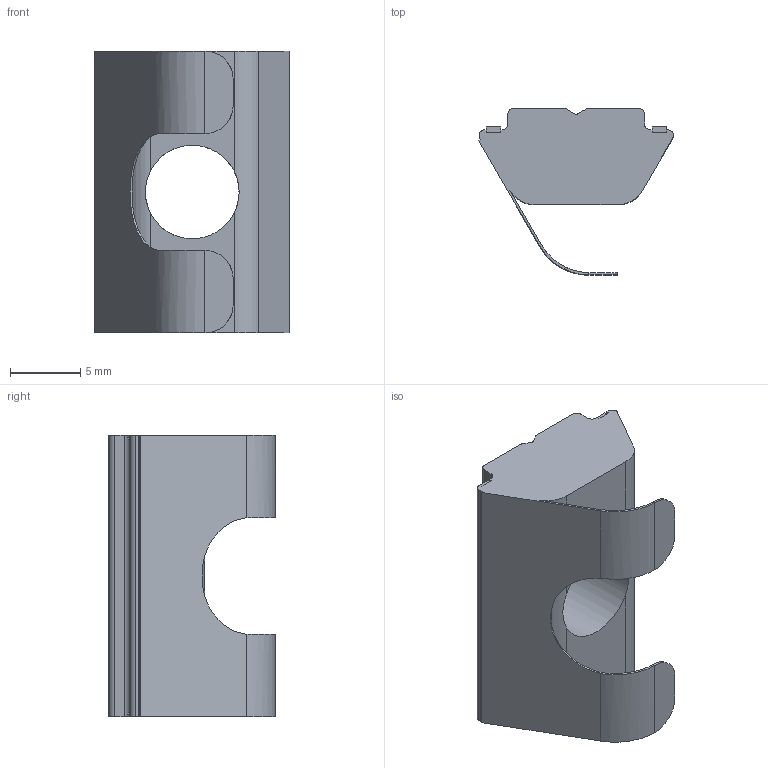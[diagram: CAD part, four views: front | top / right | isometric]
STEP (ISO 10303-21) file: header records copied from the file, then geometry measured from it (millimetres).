
FILE_DESCRIPTION((''),'2;1');
FILE_NAME('AR3072.stp','2016-07-14T13:03:45',('Envy'),(''),'Autodesk Inventor 2013','Autodesk Inventor 2013','');
FILE_SCHEMA(('AUTOMOTIVE_DESIGN { 1 0 10303 214 1 1 1 1 }'));
Length unit declared in the file: millimetre
Products named in the file (1): AR3072
Bounding box: 13.84 x 11.8 x 20 mm (x, y, z)
Volume: 1271 mm3; surface area: 1219.7 mm2
Topology: 1 solids, 1 shells, 85 faces, 246 edges, 161 vertices
Faces by surface type: plane 58, cylinder 27
Full cylindrical faces by diameter (mm): 6.647 x1
Entity records: 2945 total; most frequent: CARTESIAN_POINT 570, ORIENTED_EDGE 488, DIRECTION 454, EDGE_CURVE 244, VECTOR 174, LINE 174, VERTEX_POINT 160, AXIS2_PLACEMENT_3D 140
